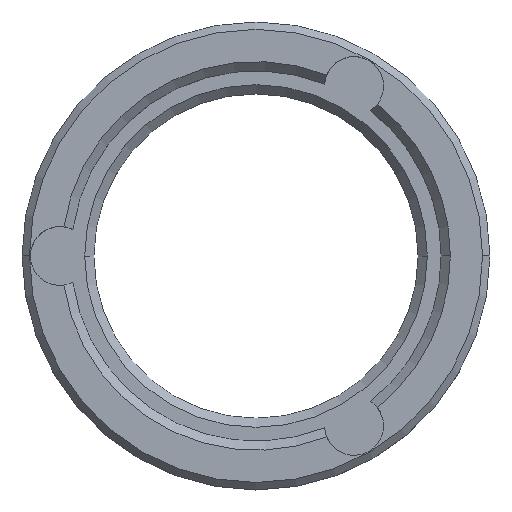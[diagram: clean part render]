
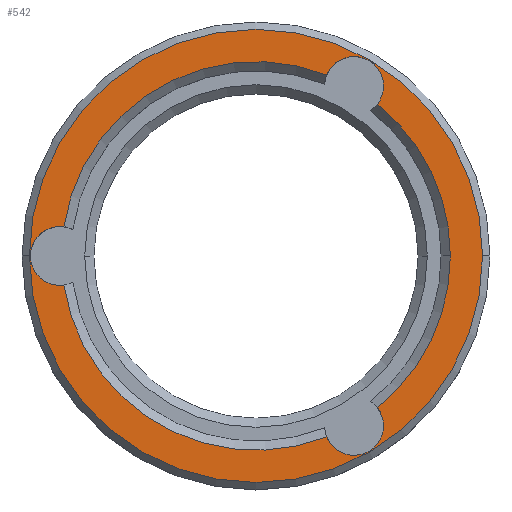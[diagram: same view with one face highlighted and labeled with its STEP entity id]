
A CAD part, top view. The second image highlights one B-rep face of the part: STEP entity #542.
In plain terms, the highlighted planar face has unit normal (0, 0, 1).
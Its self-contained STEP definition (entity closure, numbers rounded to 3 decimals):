
#14 = EDGE_LOOP ( 'NONE', ( #421, #575 ) ) ;
#20 = ORIENTED_EDGE ( 'NONE', *, *, #68, .F. ) ;
#25 = ORIENTED_EDGE ( 'NONE', *, *, #703, .F. ) ;
#35 = DIRECTION ( 'NONE',  ( 0., 0., 1. ) ) ;
#43 = AXIS2_PLACEMENT_3D ( 'NONE', #224, #650, #218 ) ;
#60 = CIRCLE ( 'NONE', #146, 6.15 ) ;
#64 = DIRECTION ( 'NONE',  ( 1., 0., 0. ) ) ;
#68 = EDGE_CURVE ( 'NONE', #430, #885, #745, .T. ) ;
#89 = CIRCLE ( 'NONE', #609, 0.8 ) ;
#99 = EDGE_CURVE ( 'NONE', #250, #430, #707, .T. ) ;
#134 = CARTESIAN_POINT ( 'NONE',  ( 0., 0., 2.5 ) ) ;
#140 = DIRECTION ( 'NONE',  ( 0., 0., 1. ) ) ;
#145 = CIRCLE ( 'NONE', #427, 5.275 ) ;
#146 = AXIS2_PLACEMENT_3D ( 'NONE', #247, #35, #300 ) ;
#148 = DIRECTION ( 'NONE',  ( 1., 0., 0. ) ) ;
#149 = CARTESIAN_POINT ( 'NONE',  ( 2.663, -4.612, 2.5 ) ) ;
#155 = ORIENTED_EDGE ( 'NONE', *, *, #260, .T. ) ;
#173 = EDGE_CURVE ( 'NONE', #250, #899, #236, .T. ) ;
#185 = VERTEX_POINT ( 'NONE', #418 ) ;
#205 = EDGE_CURVE ( 'NONE', #185, #476, #349, .T. ) ;
#213 = CARTESIAN_POINT ( 'NONE',  ( 0., 0., 2.5 ) ) ;
#218 = DIRECTION ( 'NONE',  ( 1., 0., 0. ) ) ;
#224 = CARTESIAN_POINT ( 'NONE',  ( 0., 0., 2.5 ) ) ;
#234 = VERTEX_POINT ( 'NONE', #496 ) ;
#236 = CIRCLE ( 'NONE', #442, 5.275 ) ;
#242 = CARTESIAN_POINT ( 'NONE',  ( 3.462, 4.612, 2.5 ) ) ;
#247 = CARTESIAN_POINT ( 'NONE',  ( 0., 0., 2.5 ) ) ;
#250 = VERTEX_POINT ( 'NONE', #711 ) ;
#253 = VERTEX_POINT ( 'NONE', #858 ) ;
#260 = EDGE_CURVE ( 'NONE', #899, #253, #869, .T. ) ;
#266 = DIRECTION ( 'NONE',  ( 0., 0., 1. ) ) ;
#300 = DIRECTION ( 'NONE',  ( 1., 0., 0. ) ) ;
#306 = CARTESIAN_POINT ( 'NONE',  ( 5.275, 0., 2.5 ) ) ;
#315 = ORIENTED_EDGE ( 'NONE', *, *, #715, .T. ) ;
#322 = AXIS2_PLACEMENT_3D ( 'NONE', #149, #502, #579 ) ;
#324 = AXIS2_PLACEMENT_3D ( 'NONE', #213, #352, #148 ) ;
#333 = DIRECTION ( 'NONE',  ( 0., 0., 1. ) ) ;
#346 = CARTESIAN_POINT ( 'NONE',  ( 3.463, -4.612, 2.5 ) ) ;
#349 = CIRCLE ( 'NONE', #322, 0.8 ) ;
#352 = DIRECTION ( 'NONE',  ( 0., 0., -1. ) ) ;
#364 = AXIS2_PLACEMENT_3D ( 'NONE', #559, #266, #545 ) ;
#404 = DIRECTION ( 'NONE',  ( 0., 0., -1. ) ) ;
#405 = CARTESIAN_POINT ( 'NONE',  ( 2.662, 4.612, 2.5 ) ) ;
#409 = AXIS2_PLACEMENT_3D ( 'NONE', #405, #907, #690 ) ;
#418 = CARTESIAN_POINT ( 'NONE',  ( 1.921, -4.913, 2.5 ) ) ;
#419 = DIRECTION ( 'NONE',  ( 1., 0., 0. ) ) ;
#421 = ORIENTED_EDGE ( 'NONE', *, *, #831, .T. ) ;
#427 = AXIS2_PLACEMENT_3D ( 'NONE', #483, #404, #618 ) ;
#430 = VERTEX_POINT ( 'NONE', #242 ) ;
#442 = AXIS2_PLACEMENT_3D ( 'NONE', #134, #699, #64 ) ;
#468 = CARTESIAN_POINT ( 'NONE',  ( 2.663, -4.612, 2.5 ) ) ;
#476 = VERTEX_POINT ( 'NONE', #346 ) ;
#478 = ORIENTED_EDGE ( 'NONE', *, *, #603, .F. ) ;
#483 = CARTESIAN_POINT ( 'NONE',  ( 0., 0., 2.5 ) ) ;
#489 = AXIS2_PLACEMENT_3D ( 'NONE', #520, #806, #881 ) ;
#496 = CARTESIAN_POINT ( 'NONE',  ( -5.215, 0.792, 2.5 ) ) ;
#499 = EDGE_CURVE ( 'NONE', #185, #743, #145, .T. ) ;
#502 = DIRECTION ( 'NONE',  ( 0., 0., 1. ) ) ;
#518 = ORIENTED_EDGE ( 'NONE', *, *, #173, .T. ) ;
#520 = CARTESIAN_POINT ( 'NONE',  ( 0., 0., 2.5 ) ) ;
#542 = ADVANCED_FACE ( 'NONE', ( #767, #900 ), #692, .T. ) ;
#545 = DIRECTION ( 'NONE',  ( -0.5, -0.866, 0. ) ) ;
#554 = DIRECTION ( 'NONE',  ( 0., 0., 1. ) ) ;
#559 = CARTESIAN_POINT ( 'NONE',  ( 2.662, 4.612, 2.5 ) ) ;
#575 = ORIENTED_EDGE ( 'NONE', *, *, #798, .T. ) ;
#579 = DIRECTION ( 'NONE',  ( -0.5, 0.866, 0. ) ) ;
#589 = CARTESIAN_POINT ( 'NONE',  ( -6.15, 0., 2.5 ) ) ;
#594 = CARTESIAN_POINT ( 'NONE',  ( 1.921, 4.913, 2.5 ) ) ;
#599 = AXIS2_PLACEMENT_3D ( 'NONE', #761, #333, #774 ) ;
#603 = EDGE_CURVE ( 'NONE', #476, #253, #771, .T. ) ;
#609 = AXIS2_PLACEMENT_3D ( 'NONE', #791, #140, #419 ) ;
#618 = DIRECTION ( 'NONE',  ( 1., 0., 0. ) ) ;
#627 = DIRECTION ( 'NONE',  ( -0.5, 0.866, 0. ) ) ;
#650 = DIRECTION ( 'NONE',  ( 0., 0., -1. ) ) ;
#652 = VERTEX_POINT ( 'NONE', #719 ) ;
#654 = ORIENTED_EDGE ( 'NONE', *, *, #499, .T. ) ;
#669 = AXIS2_PLACEMENT_3D ( 'NONE', #468, #554, #627 ) ;
#690 = DIRECTION ( 'NONE',  ( -0.5, -0.866, 0. ) ) ;
#692 = PLANE ( 'NONE',  #599 ) ;
#699 = DIRECTION ( 'NONE',  ( 0., 0., -1. ) ) ;
#703 = EDGE_CURVE ( 'NONE', #234, #743, #89, .T. ) ;
#707 = CIRCLE ( 'NONE', #364, 0.8 ) ;
#709 = CARTESIAN_POINT ( 'NONE',  ( -5.215, -0.792, 2.5 ) ) ;
#710 = CIRCLE ( 'NONE', #489, 6.15 ) ;
#711 = CARTESIAN_POINT ( 'NONE',  ( 3.294, 4.12, 2.5 ) ) ;
#715 = EDGE_CURVE ( 'NONE', #234, #885, #725, .T. ) ;
#719 = CARTESIAN_POINT ( 'NONE',  ( 6.15, 0., 2.5 ) ) ;
#725 = CIRCLE ( 'NONE', #324, 5.275 ) ;
#743 = VERTEX_POINT ( 'NONE', #709 ) ;
#745 = CIRCLE ( 'NONE', #409, 0.8 ) ;
#761 = CARTESIAN_POINT ( 'NONE',  ( 0., 0., 2.5 ) ) ;
#767 = FACE_BOUND ( 'NONE', #894, .T. ) ;
#771 = CIRCLE ( 'NONE', #669, 0.8 ) ;
#774 = DIRECTION ( 'NONE',  ( 1., 0., 0. ) ) ;
#791 = CARTESIAN_POINT ( 'NONE',  ( -5.325, 0., 2.5 ) ) ;
#798 = EDGE_CURVE ( 'NONE', #652, #805, #60, .T. ) ;
#805 = VERTEX_POINT ( 'NONE', #589 ) ;
#806 = DIRECTION ( 'NONE',  ( 0., 0., 1. ) ) ;
#831 = EDGE_CURVE ( 'NONE', #805, #652, #710, .T. ) ;
#858 = CARTESIAN_POINT ( 'NONE',  ( 3.294, -4.12, 2.5 ) ) ;
#860 = ORIENTED_EDGE ( 'NONE', *, *, #205, .F. ) ;
#864 = ORIENTED_EDGE ( 'NONE', *, *, #99, .F. ) ;
#869 = CIRCLE ( 'NONE', #43, 5.275 ) ;
#881 = DIRECTION ( 'NONE',  ( 1., 0., 0. ) ) ;
#885 = VERTEX_POINT ( 'NONE', #594 ) ;
#894 = EDGE_LOOP ( 'NONE', ( #864, #518, #155, #478, #860, #654, #25, #315, #20 ) ) ;
#899 = VERTEX_POINT ( 'NONE', #306 ) ;
#900 = FACE_OUTER_BOUND ( 'NONE', #14, .T. ) ;
#907 = DIRECTION ( 'NONE',  ( 0., 0., 1. ) ) ;
